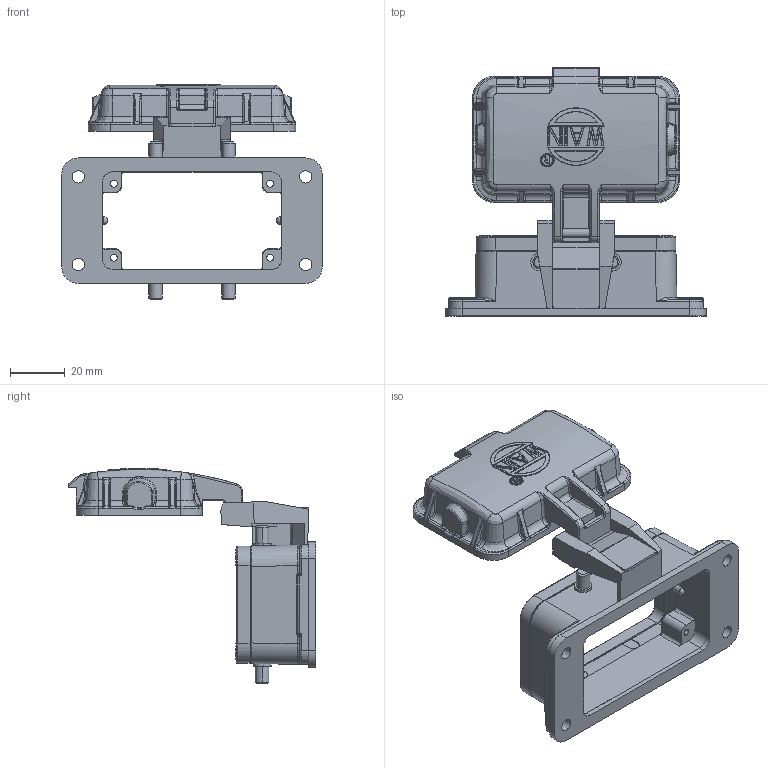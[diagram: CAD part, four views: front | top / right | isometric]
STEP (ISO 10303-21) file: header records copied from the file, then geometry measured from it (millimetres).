
FILE_DESCRIPTION (( 'STEP AP203' ), '1' );
FILE_NAME ('H10B-BK-4B-MCV.STP', '2017-07-20T10:43:25', ( '微软用户' ), ( '微软中国' ), 'SwSTEP 2.0', 'SolidWorks 2012', '' );
FILE_SCHEMA (( 'CONFIG_CONTROL_DESIGN' ));
Length unit declared in the file: millimetre
Products named in the file (1): H10B-BK-4B-MCV
Bounding box: 95 x 90.37 x 78.45 mm (x, y, z)
Volume: 53377.8 mm3; surface area: 37924.7 mm2
Topology: 1 solids, 1 shells, 1225 faces, 3000 edges, 1804 vertices
Faces by surface type: bspline 419, cylinder 413, plane 341, cone 40, torus 12
Entity records: 53448 total; most frequent: CARTESIAN_POINT 28808, ORIENTED_EDGE 5976, DIRECTION 3893, EDGE_CURVE 2988, VERTEX_POINT 1804, AXIS2_PLACEMENT_3D 1362, EDGE_LOOP 1286, ADVANCED_FACE 1225
